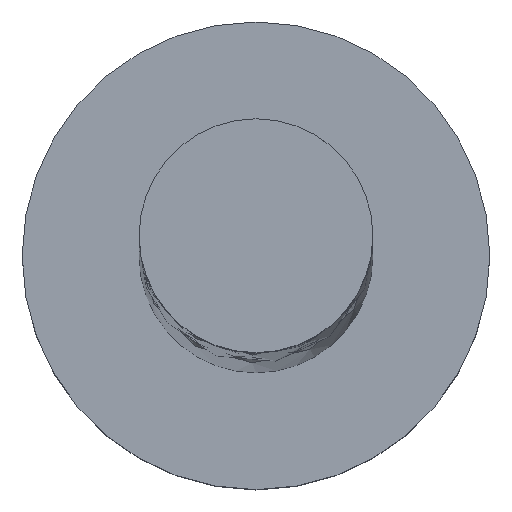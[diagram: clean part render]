
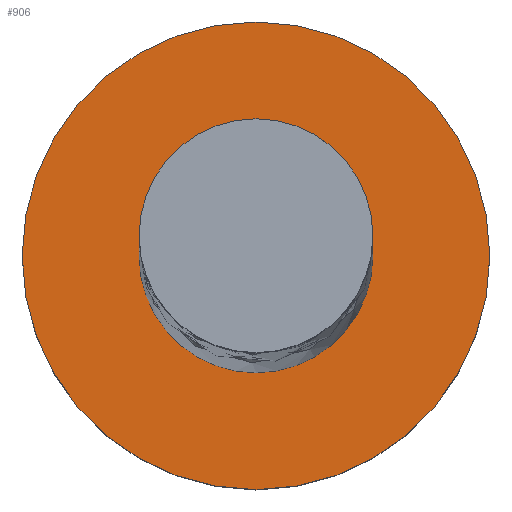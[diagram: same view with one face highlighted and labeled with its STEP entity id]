
A CAD part, top view. The second image highlights one B-rep face of the part: STEP entity #906.
In plain terms, the highlighted planar face has unit normal (0, 0, 1).
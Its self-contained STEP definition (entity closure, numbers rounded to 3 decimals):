
#17 = VERTEX_POINT ( 'NONE', #264 ) ;
#34 = EDGE_LOOP ( 'NONE', ( #87, #389 ) ) ;
#73 = DIRECTION ( 'NONE',  ( 0., 0., 1. ) ) ;
#87 = ORIENTED_EDGE ( 'NONE', *, *, #941, .T. ) ;
#125 = CARTESIAN_POINT ( 'NONE',  ( 0., 0., 3. ) ) ;
#177 = DIRECTION ( 'NONE',  ( 0., 0., 1. ) ) ;
#184 = AXIS2_PLACEMENT_3D ( 'NONE', #1436, #819, #1193 ) ;
#192 = DIRECTION ( 'NONE',  ( 1., 0., 0. ) ) ;
#207 = CIRCLE ( 'NONE', #1397, 3.5 ) ;
#232 = DIRECTION ( 'NONE',  ( 0., 0., 1. ) ) ;
#237 = CIRCLE ( 'NONE', #184, 1.75 ) ;
#250 = VERTEX_POINT ( 'NONE', #387 ) ;
#264 = CARTESIAN_POINT ( 'NONE',  ( -1.75, 0., 3. ) ) ;
#270 = FACE_OUTER_BOUND ( 'NONE', #34, .T. ) ;
#348 = VERTEX_POINT ( 'NONE', #1010 ) ;
#351 = CARTESIAN_POINT ( 'NONE',  ( 0., 0., 3. ) ) ;
#387 = CARTESIAN_POINT ( 'NONE',  ( -3.5, 0., 3. ) ) ;
#389 = ORIENTED_EDGE ( 'NONE', *, *, #767, .T. ) ;
#424 = DIRECTION ( 'NONE',  ( 1., 0., 0. ) ) ;
#456 = DIRECTION ( 'NONE',  ( 1., 0., 0. ) ) ;
#481 = AXIS2_PLACEMENT_3D ( 'NONE', #351, #1212, #456 ) ;
#575 = CARTESIAN_POINT ( 'NONE',  ( 0., 0., 3. ) ) ;
#582 = PLANE ( 'NONE',  #481 ) ;
#642 = AXIS2_PLACEMENT_3D ( 'NONE', #125, #232, #1384 ) ;
#767 = EDGE_CURVE ( 'NONE', #1388, #250, #207, .T. ) ;
#819 = DIRECTION ( 'NONE',  ( 0., 0., 1. ) ) ;
#906 = ADVANCED_FACE ( 'NONE', ( #1225, #270 ), #582, .T. ) ;
#941 = EDGE_CURVE ( 'NONE', #250, #1388, #1557, .T. ) ;
#997 = ORIENTED_EDGE ( 'NONE', *, *, #1195, .F. ) ;
#1010 = CARTESIAN_POINT ( 'NONE',  ( 1.75, 0., 3. ) ) ;
#1193 = DIRECTION ( 'NONE',  ( 1., 0., 0. ) ) ;
#1195 = EDGE_CURVE ( 'NONE', #348, #17, #1584, .T. ) ;
#1210 = CARTESIAN_POINT ( 'NONE',  ( 3.5, 0., 3. ) ) ;
#1212 = DIRECTION ( 'NONE',  ( 0., 0., 1. ) ) ;
#1225 = FACE_BOUND ( 'NONE', #1262, .T. ) ;
#1262 = EDGE_LOOP ( 'NONE', ( #1526, #997 ) ) ;
#1370 = AXIS2_PLACEMENT_3D ( 'NONE', #575, #73, #192 ) ;
#1384 = DIRECTION ( 'NONE',  ( 1., 0., 0. ) ) ;
#1388 = VERTEX_POINT ( 'NONE', #1210 ) ;
#1397 = AXIS2_PLACEMENT_3D ( 'NONE', #1429, #177, #424 ) ;
#1429 = CARTESIAN_POINT ( 'NONE',  ( 0., 0., 3. ) ) ;
#1436 = CARTESIAN_POINT ( 'NONE',  ( 0., 0., 3. ) ) ;
#1526 = ORIENTED_EDGE ( 'NONE', *, *, #1630, .F. ) ;
#1557 = CIRCLE ( 'NONE', #1370, 3.5 ) ;
#1584 = CIRCLE ( 'NONE', #642, 1.75 ) ;
#1630 = EDGE_CURVE ( 'NONE', #17, #348, #237, .T. ) ;
